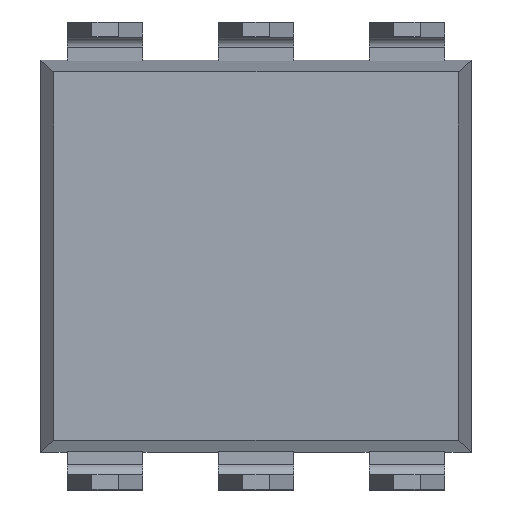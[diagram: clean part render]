
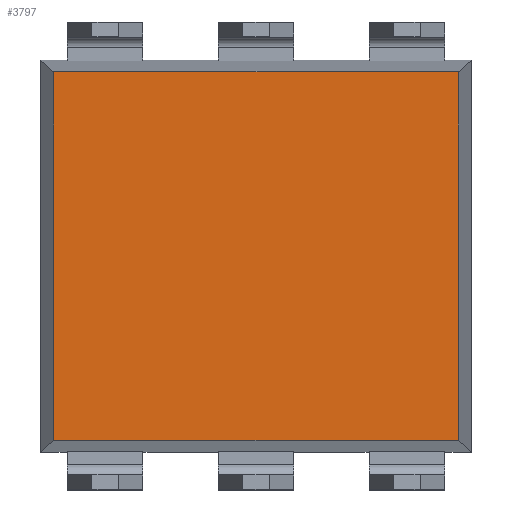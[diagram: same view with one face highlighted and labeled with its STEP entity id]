
A CAD part, top view. The second image highlights one B-rep face of the part: STEP entity #3797.
In plain terms, the highlighted planar face has unit normal (0, 0, 1).
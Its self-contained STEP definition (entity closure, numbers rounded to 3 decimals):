
#116 = VERTEX_POINT ( 'NONE', #548 ) ;
#150 = CARTESIAN_POINT ( 'NONE',  ( 3.63, 3.1, -0.9 ) ) ;
#183 = VERTEX_POINT ( 'NONE', #2796 ) ;
#241 = VECTOR ( 'NONE', #4126, 1000. ) ;
#548 = CARTESIAN_POINT ( 'NONE',  ( 3.403, 3.1, -0.9 ) ) ;
#608 = DIRECTION ( 'NONE',  ( 0., 0., -1. ) ) ;
#673 = DIRECTION ( 'NONE',  ( -1., 0., 0. ) ) ;
#814 = CARTESIAN_POINT ( 'NONE',  ( 3.403, 3.1, -0.9 ) ) ;
#822 = ORIENTED_EDGE ( 'NONE', *, *, #3369, .T. ) ;
#829 = LINE ( 'NONE', #150, #1687 ) ;
#917 = DIRECTION ( 'NONE',  ( -1., 0., 0. ) ) ;
#989 = CARTESIAN_POINT ( 'NONE',  ( 3.63, -3.1, -0.9 ) ) ;
#991 = FACE_OUTER_BOUND ( 'NONE', #3039, .T. ) ;
#1145 = DIRECTION ( 'NONE',  ( 0., -1., 0. ) ) ;
#1407 = CARTESIAN_POINT ( 'NONE',  ( -3.403, -3.1, -0.9 ) ) ;
#1560 = CARTESIAN_POINT ( 'NONE',  ( -3.403, 3.1, -0.9 ) ) ;
#1568 = VECTOR ( 'NONE', #1145, 1000. ) ;
#1594 = EDGE_CURVE ( 'NONE', #183, #3768, #3336, .T. ) ;
#1687 = VECTOR ( 'NONE', #2100, 1000. ) ;
#1737 = PLANE ( 'NONE',  #2417 ) ;
#1892 = EDGE_CURVE ( 'NONE', #3310, #3768, #3654, .T. ) ;
#2100 = DIRECTION ( 'NONE',  ( -1., 0., 0. ) ) ;
#2345 = EDGE_CURVE ( 'NONE', #116, #183, #4114, .T. ) ;
#2398 = ORIENTED_EDGE ( 'NONE', *, *, #1594, .F. ) ;
#2405 = ORIENTED_EDGE ( 'NONE', *, *, #1892, .T. ) ;
#2417 = AXIS2_PLACEMENT_3D ( 'NONE', #2541, #608, #917 ) ;
#2541 = CARTESIAN_POINT ( 'NONE',  ( 3.63, 3.1, -0.9 ) ) ;
#2796 = CARTESIAN_POINT ( 'NONE',  ( 3.403, -3.1, -0.9 ) ) ;
#2926 = ORIENTED_EDGE ( 'NONE', *, *, #2345, .F. ) ;
#3027 = CARTESIAN_POINT ( 'NONE',  ( -3.403, 3.1, -0.9 ) ) ;
#3039 = EDGE_LOOP ( 'NONE', ( #2926, #822, #2405, #2398 ) ) ;
#3237 = VECTOR ( 'NONE', #673, 1000. ) ;
#3310 = VERTEX_POINT ( 'NONE', #3027 ) ;
#3336 = LINE ( 'NONE', #989, #3237 ) ;
#3369 = EDGE_CURVE ( 'NONE', #116, #3310, #829, .T. ) ;
#3654 = LINE ( 'NONE', #1560, #241 ) ;
#3768 = VERTEX_POINT ( 'NONE', #1407 ) ;
#3797 = ADVANCED_FACE ( 'NONE', ( #991 ), #1737, .F. ) ;
#4114 = LINE ( 'NONE', #814, #1568 ) ;
#4126 = DIRECTION ( 'NONE',  ( 0., -1., 0. ) ) ;
